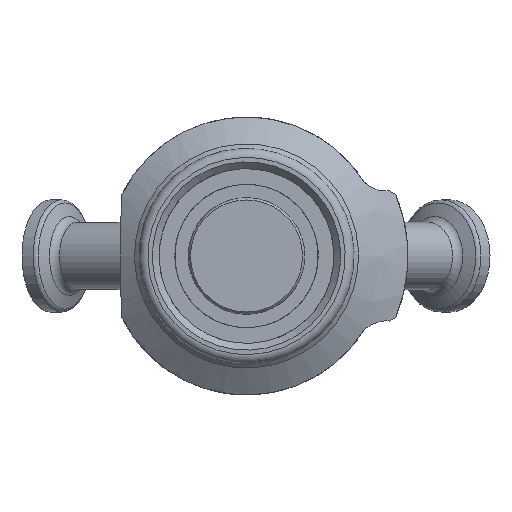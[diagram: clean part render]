
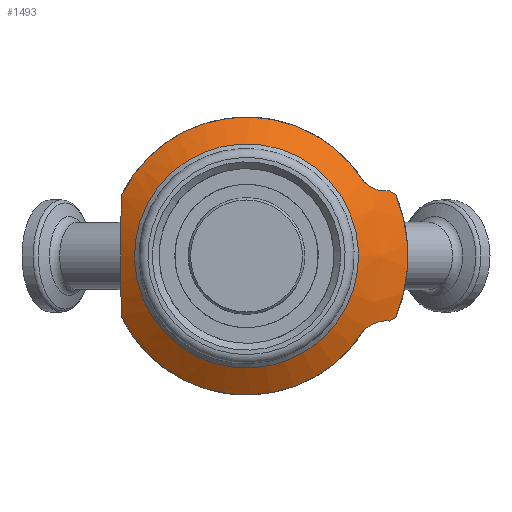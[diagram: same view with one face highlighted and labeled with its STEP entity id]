
A CAD part, front view. The second image highlights one B-rep face of the part: STEP entity #1493.
In plain terms, the highlighted conical face has half-angle 56.31 degrees and reference radius 30 mm.
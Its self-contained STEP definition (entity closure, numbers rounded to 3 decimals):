
#27=B_SPLINE_CURVE_WITH_KNOTS('',3,(#2625,#2626,#2627,#2628,#2629,#2630,
#2631,#2632,#2633,#2634),.UNSPECIFIED.,.F.,.F.,(4,2,2,2,4),(3.741,
3.862,4.09,4.375,4.403),
 .UNSPECIFIED.);
#28=B_SPLINE_CURVE_WITH_KNOTS('',3,(#2668,#2669,#2670,#2671,#2672,#2673,
#2674,#2675,#2676,#2677),.UNSPECIFIED.,.F.,.F.,(4,2,2,2,4),(2.864,
2.892,3.177,3.405,3.526),
 .UNSPECIFIED.);
#29=(
BOUNDED_CURVE()
B_SPLINE_CURVE(2,(#2611,#2612,#2613),.UNSPECIFIED.,.F.,.F.)
B_SPLINE_CURVE_WITH_KNOTS((3,3),(0.001,0.129),
 .UNSPECIFIED.)
CURVE()
GEOMETRIC_REPRESENTATION_ITEM()
RATIONAL_B_SPLINE_CURVE((1.,1.008,1.015))
REPRESENTATION_ITEM('')
);
#30=(
BOUNDED_CURVE()
B_SPLINE_CURVE(2,(#2639,#2640,#2641),.UNSPECIFIED.,.F.,.F.)
B_SPLINE_CURVE_WITH_KNOTS((3,3),(4.522,4.651),
 .UNSPECIFIED.)
CURVE()
GEOMETRIC_REPRESENTATION_ITEM()
RATIONAL_B_SPLINE_CURVE((1.015,1.008,1.))
REPRESENTATION_ITEM('')
);
#31=(
BOUNDED_CURVE()
B_SPLINE_CURVE(2,(#2690,#2691,#2692),.UNSPECIFIED.,.F.,.F.)
B_SPLINE_CURVE_WITH_KNOTS((3,3),(2.37,3.865),
 .UNSPECIFIED.)
CURVE()
GEOMETRIC_REPRESENTATION_ITEM()
RATIONAL_B_SPLINE_CURVE((1.133,1.133,1.08))
REPRESENTATION_ITEM('')
);
#32=(
BOUNDED_CURVE()
B_SPLINE_CURVE(2,(#2693,#2694,#2695),.UNSPECIFIED.,.F.,.F.)
B_SPLINE_CURVE_WITH_KNOTS((3,3),(0.874,2.37),
 .UNSPECIFIED.)
CURVE()
GEOMETRIC_REPRESENTATION_ITEM()
RATIONAL_B_SPLINE_CURVE((1.08,1.133,1.133))
REPRESENTATION_ITEM('')
);
#37=CONICAL_SURFACE('',#1720,30.,0.983);
#203=CIRCLE('',#1699,36.);
#206=CIRCLE('',#1705,31.);
#207=CIRCLE('',#1711,31.);
#208=CIRCLE('',#1721,24.);
#318=FACE_OUTER_BOUND('',#424,.T.);
#424=EDGE_LOOP('',(#1233,#1234,#1235,#1236,#1237,#1238,#1239,#1240,#1241,
#1242,#1243,#1244));
#521=LINE('',#2702,#587);
#587=VECTOR('',#2159,30.);
#687=VERTEX_POINT('',#2608);
#688=VERTEX_POINT('',#2610);
#692=VERTEX_POINT('',#2624);
#693=VERTEX_POINT('',#2637);
#694=VERTEX_POINT('',#2638);
#698=VERTEX_POINT('',#2659);
#699=VERTEX_POINT('',#2660);
#701=VERTEX_POINT('',#2679);
#703=VERTEX_POINT('',#2689);
#704=VERTEX_POINT('',#2700);
#856=EDGE_CURVE('',#687,#688,#29,.T.);
#862=EDGE_CURVE('',#692,#688,#27,.T.);
#864=EDGE_CURVE('',#693,#694,#30,.T.);
#871=EDGE_CURVE('',#687,#694,#203,.T.);
#874=EDGE_CURVE('',#698,#699,#206,.T.);
#879=EDGE_CURVE('',#693,#698,#28,.T.);
#880=EDGE_CURVE('',#701,#692,#207,.T.);
#885=EDGE_CURVE('',#703,#701,#31,.T.);
#886=EDGE_CURVE('',#699,#703,#32,.T.);
#888=EDGE_CURVE('',#704,#704,#208,.T.);
#889=EDGE_CURVE('',#704,#703,#521,.T.);
#1233=ORIENTED_EDGE('',*,*,#888,.F.);
#1234=ORIENTED_EDGE('',*,*,#889,.T.);
#1235=ORIENTED_EDGE('',*,*,#885,.T.);
#1236=ORIENTED_EDGE('',*,*,#880,.T.);
#1237=ORIENTED_EDGE('',*,*,#862,.T.);
#1238=ORIENTED_EDGE('',*,*,#856,.F.);
#1239=ORIENTED_EDGE('',*,*,#871,.T.);
#1240=ORIENTED_EDGE('',*,*,#864,.F.);
#1241=ORIENTED_EDGE('',*,*,#879,.T.);
#1242=ORIENTED_EDGE('',*,*,#874,.T.);
#1243=ORIENTED_EDGE('',*,*,#886,.T.);
#1244=ORIENTED_EDGE('',*,*,#889,.F.);
#1493=ADVANCED_FACE('',(#318),#37,.T.);
#1699=AXIS2_PLACEMENT_3D('',#2653,#2110,#2111);
#1705=AXIS2_PLACEMENT_3D('',#2661,#2122,#2123);
#1711=AXIS2_PLACEMENT_3D('',#2680,#2135,#2136);
#1720=AXIS2_PLACEMENT_3D('',#2699,#2155,#2156);
#1721=AXIS2_PLACEMENT_3D('',#2701,#2157,#2158);
#2110=DIRECTION('center_axis',(0.,-1.,0.));
#2111=DIRECTION('ref_axis',(1.,0.,0.));
#2122=DIRECTION('center_axis',(0.,-1.,0.));
#2123=DIRECTION('ref_axis',(0.901,0.,-0.433));
#2135=DIRECTION('center_axis',(0.,-1.,0.));
#2136=DIRECTION('ref_axis',(-0.844,0.,0.537));
#2155=DIRECTION('center_axis',(0.,1.,0.));
#2156=DIRECTION('ref_axis',(1.,0.,0.));
#2157=DIRECTION('center_axis',(0.,-1.,0.));
#2158=DIRECTION('ref_axis',(1.,0.,0.));
#2159=DIRECTION('',(-0.832,0.555,0.));
#2608=CARTESIAN_POINT('',(33.272,53.5,-13.746));
#2610=CARTESIAN_POINT('',(31.892,52.855,-14.499));
#2611=CARTESIAN_POINT('Ctrl Pts',(33.272,53.5,-13.746));
#2612=CARTESIAN_POINT('Ctrl Pts',(32.573,53.166,-14.127));
#2613=CARTESIAN_POINT('Ctrl Pts',(31.892,52.855,-14.499));
#2624=CARTESIAN_POINT('',(26.15,50.167,-16.649));
#2625=CARTESIAN_POINT('Ctrl Pts',(26.15,50.167,-16.649));
#2626=CARTESIAN_POINT('Ctrl Pts',(26.436,50.22,-16.347));
#2627=CARTESIAN_POINT('Ctrl Pts',(26.753,50.303,-16.069));
#2628=CARTESIAN_POINT('Ctrl Pts',(27.717,50.62,-15.361));
#2629=CARTESIAN_POINT('Ctrl Pts',(28.413,50.924,-15.021));
#2630=CARTESIAN_POINT('Ctrl Pts',(29.884,51.653,-14.544));
#2631=CARTESIAN_POINT('Ctrl Pts',(30.773,52.158,-14.429));
#2632=CARTESIAN_POINT('Ctrl Pts',(31.722,52.748,-14.484));
#2633=CARTESIAN_POINT('Ctrl Pts',(31.807,52.802,-14.491));
#2634=CARTESIAN_POINT('Ctrl Pts',(31.892,52.855,-14.499));
#2637=CARTESIAN_POINT('',(31.892,52.855,14.499));
#2638=CARTESIAN_POINT('',(33.272,53.5,13.746));
#2639=CARTESIAN_POINT('Ctrl Pts',(31.892,52.855,14.499));
#2640=CARTESIAN_POINT('Ctrl Pts',(32.573,53.166,14.127));
#2641=CARTESIAN_POINT('Ctrl Pts',(33.272,53.5,13.746));
#2653=CARTESIAN_POINT('Origin',(0.,53.5,0.));
#2659=CARTESIAN_POINT('',(26.15,50.167,16.649));
#2660=CARTESIAN_POINT('',(-27.907,50.167,13.497));
#2661=CARTESIAN_POINT('Origin',(0.,50.167,0.));
#2668=CARTESIAN_POINT('Ctrl Pts',(31.892,52.855,14.499));
#2669=CARTESIAN_POINT('Ctrl Pts',(31.807,52.802,14.491));
#2670=CARTESIAN_POINT('Ctrl Pts',(31.722,52.748,14.484));
#2671=CARTESIAN_POINT('Ctrl Pts',(30.773,52.158,14.429));
#2672=CARTESIAN_POINT('Ctrl Pts',(29.884,51.653,14.544));
#2673=CARTESIAN_POINT('Ctrl Pts',(28.413,50.924,15.021));
#2674=CARTESIAN_POINT('Ctrl Pts',(27.717,50.62,15.361));
#2675=CARTESIAN_POINT('Ctrl Pts',(26.753,50.303,16.069));
#2676=CARTESIAN_POINT('Ctrl Pts',(26.436,50.22,16.347));
#2677=CARTESIAN_POINT('Ctrl Pts',(26.15,50.167,16.649));
#2679=CARTESIAN_POINT('',(-27.907,50.167,-13.497));
#2680=CARTESIAN_POINT('Origin',(0.,50.167,0.));
#2689=CARTESIAN_POINT('',(-28.078,48.219,0.));
#2690=CARTESIAN_POINT('Ctrl Pts',(-28.078,48.219,0.));
#2691=CARTESIAN_POINT('Ctrl Pts',(-28.078,48.219,-6.433));
#2692=CARTESIAN_POINT('Ctrl Pts',(-27.907,50.167,-13.497));
#2693=CARTESIAN_POINT('Ctrl Pts',(-27.907,50.167,13.497));
#2694=CARTESIAN_POINT('Ctrl Pts',(-28.078,48.219,6.433));
#2695=CARTESIAN_POINT('Ctrl Pts',(-28.078,48.219,0.));
#2699=CARTESIAN_POINT('Origin',(0.,49.5,0.));
#2700=CARTESIAN_POINT('',(-24.,45.5,0.));
#2701=CARTESIAN_POINT('Origin',(0.,45.5,0.));
#2702=CARTESIAN_POINT('',(-30.,49.5,0.));
